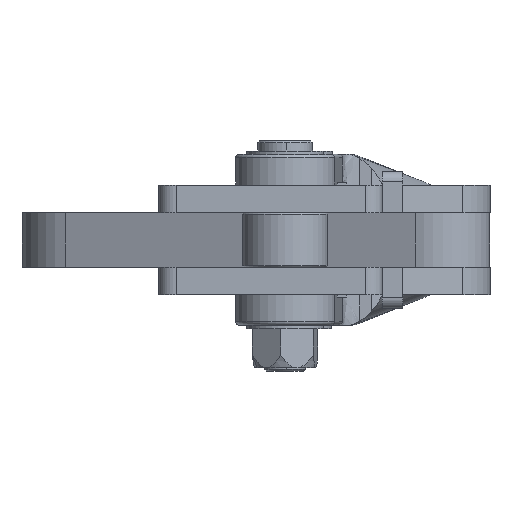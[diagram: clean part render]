
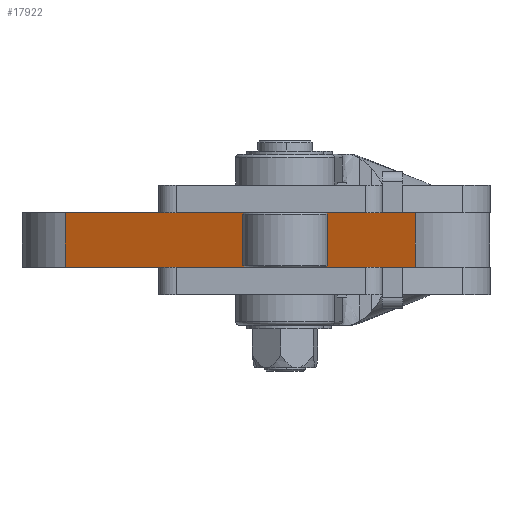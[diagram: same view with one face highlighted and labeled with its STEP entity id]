
A CAD part, front view. The second image highlights one B-rep face of the part: STEP entity #17922.
In plain terms, the highlighted planar face has unit normal (-0.371, -0.929, 0).
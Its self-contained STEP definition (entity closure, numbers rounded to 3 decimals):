
#262 = VERTEX_POINT ( 'NONE', #7132 ) ;
#267 = VERTEX_POINT ( 'NONE', #7137 ) ;
#268 = VERTEX_POINT ( 'NONE', #7138 ) ;
#274 = VERTEX_POINT ( 'NONE', #7144 ) ;
#3000 = FACE_OUTER_BOUND ( 'NONE', #8807, .T. ) ;
#7132 = CARTESIAN_POINT ( 'NONE',  ( 3137.216, 124.658, 0. ) ) ;
#7137 = CARTESIAN_POINT ( 'NONE',  ( 3034.721, 165.658, 16. ) ) ;
#7138 = CARTESIAN_POINT ( 'NONE',  ( 3137.216, 124.658, 16. ) ) ;
#7144 = CARTESIAN_POINT ( 'NONE',  ( 3034.721, 165.658, 0. ) ) ;
#8807 = EDGE_LOOP ( 'NONE', ( #33979, #33980, #33981, #33982 ) ) ;
#10879 = CARTESIAN_POINT ( 'NONE',  ( 3034.721, 165.658, 16. ) ) ;
#10883 = PLANE ( 'NONE',  #33387 ) ;
#10886 = DIRECTION ( 'NONE',  ( 0.371, 0.928, 0. ) ) ;
#10887 = DIRECTION ( 'NONE',  ( -0.928, 0.371, 0. ) ) ;
#17922 = ADVANCED_FACE ( 'NONE', ( #3000 ), #10883, .F. ) ;
#26753 = LINE ( 'NONE', #30262, #26755 ) ;
#26755 = VECTOR ( 'NONE', #30271, 1000. ) ;
#26768 = LINE ( 'NONE', #30310, #26772 ) ;
#26772 = VECTOR ( 'NONE', #30309, 1000. ) ;
#26797 = LINE ( 'NONE', #30360, #26800 ) ;
#26799 = LINE ( 'NONE', #30362, #26802 ) ;
#26800 = VECTOR ( 'NONE', #30361, 1000. ) ;
#26802 = VECTOR ( 'NONE', #30363, 1000. ) ;
#30262 = CARTESIAN_POINT ( 'NONE',  ( 3034.721, 165.658, 16. ) ) ;
#30271 = DIRECTION ( 'NONE',  ( 0.928, -0.371, 0. ) ) ;
#30309 = DIRECTION ( 'NONE',  ( 0.928, -0.371, 0. ) ) ;
#30310 = CARTESIAN_POINT ( 'NONE',  ( 3034.721, 165.658, 0. ) ) ;
#30360 = CARTESIAN_POINT ( 'NONE',  ( 3034.721, 165.658, 16. ) ) ;
#30361 = DIRECTION ( 'NONE',  ( 0., 0., -1. ) ) ;
#30362 = CARTESIAN_POINT ( 'NONE',  ( 3137.216, 124.658, 16. ) ) ;
#30363 = DIRECTION ( 'NONE',  ( 0., 0., -1. ) ) ;
#33026 = EDGE_CURVE ( 'NONE', #267, #268, #26753, .T. ) ;
#33038 = EDGE_CURVE ( 'NONE', #274, #262, #26768, .T. ) ;
#33057 = EDGE_CURVE ( 'NONE', #267, #274, #26797, .T. ) ;
#33058 = EDGE_CURVE ( 'NONE', #268, #262, #26799, .T. ) ;
#33387 = AXIS2_PLACEMENT_3D ( 'NONE', #10879, #10886, #10887 ) ;
#33979 = ORIENTED_EDGE ( 'NONE', *, *, #33038, .T. ) ;
#33980 = ORIENTED_EDGE ( 'NONE', *, *, #33058, .F. ) ;
#33981 = ORIENTED_EDGE ( 'NONE', *, *, #33026, .F. ) ;
#33982 = ORIENTED_EDGE ( 'NONE', *, *, #33057, .T. ) ;
